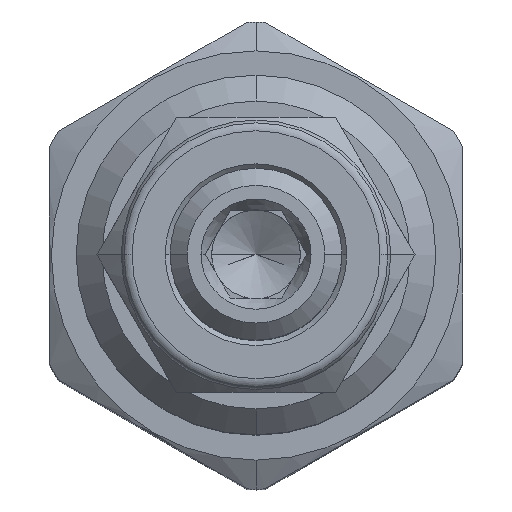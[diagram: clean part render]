
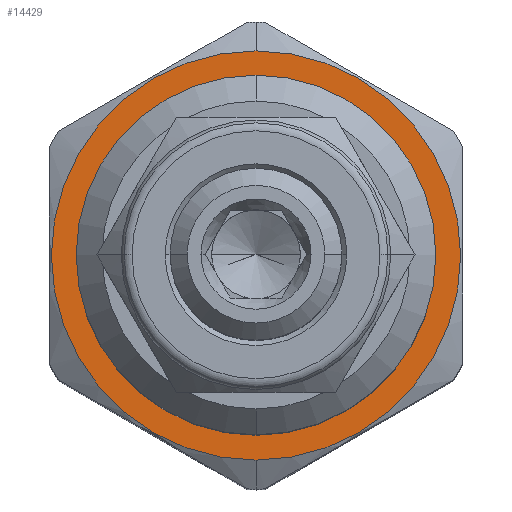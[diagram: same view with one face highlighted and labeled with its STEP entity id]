
A CAD part, top view. The second image highlights one B-rep face of the part: STEP entity #14429.
In plain terms, the highlighted planar face has unit normal (0, 0, 1).
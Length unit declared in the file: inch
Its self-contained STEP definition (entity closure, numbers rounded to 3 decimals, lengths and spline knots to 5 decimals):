
#7124=CARTESIAN_POINT('',(0.,0.,2.947));
#7125=DIRECTION('',(0.,0.,-1.));
#7126=DIRECTION('',(0.,-1.,0.));
#7127=AXIS2_PLACEMENT_3D('',#7124,#7125,#7126);
#7129=CARTESIAN_POINT('',(0.,0.,2.947));
#7130=DIRECTION('',(0.,0.,-1.));
#7131=DIRECTION('',(0.,1.,0.));
#7132=AXIS2_PLACEMENT_3D('',#7129,#7130,#7131);
#7134=CARTESIAN_POINT('',(0.,0.,2.947));
#7135=DIRECTION('',(0.,0.,1.));
#7136=DIRECTION('',(0.,-1.,0.));
#7137=AXIS2_PLACEMENT_3D('',#7134,#7135,#7136);
#7139=CARTESIAN_POINT('',(0.,0.,2.947));
#7140=DIRECTION('',(0.,0.,1.));
#7141=DIRECTION('',(0.,1.,0.));
#7142=AXIS2_PLACEMENT_3D('',#7139,#7140,#7141);
#8626=CARTESIAN_POINT('',(0.,-0.3265,2.947));
#8627=VERTEX_POINT('',#8626);
#8628=CARTESIAN_POINT('',(0.,0.3265,2.947));
#8629=VERTEX_POINT('',#8628);
#8630=CARTESIAN_POINT('',(0.,-0.3715,2.947));
#8631=CARTESIAN_POINT('',(0.,0.3715,2.947));
#8632=VERTEX_POINT('',#8630);
#8633=VERTEX_POINT('',#8631);
#14414=CARTESIAN_POINT('',(0.,0.,2.947));
#14415=DIRECTION('',(0.,0.,1.));
#14416=DIRECTION('',(0.,-1.,0.));
#14417=AXIS2_PLACEMENT_3D('',#14414,#14415,#14416);
#14418=PLANE('',#14417);
#14419=ORIENTED_EDGE('',*,*,#14204,.T.);
#14420=ORIENTED_EDGE('',*,*,#14270,.T.);
#14421=EDGE_LOOP('',(#14419,#14420));
#14422=FACE_OUTER_BOUND('',#14421,.F.);
#14424=ORIENTED_EDGE('',*,*,#14423,.T.);
#14426=ORIENTED_EDGE('',*,*,#14425,.T.);
#14427=EDGE_LOOP('',(#14424,#14426));
#14428=FACE_BOUND('',#14427,.F.);
#14429=ADVANCED_FACE('',(#14422,#14428),#14418,.T.);
#7128=CIRCLE('',#7127,0.3715);
#7133=CIRCLE('',#7132,0.3715);
#7138=CIRCLE('',#7137,0.3265);
#7143=CIRCLE('',#7142,0.3265);
#14204=EDGE_CURVE('',#8632,#8633,#7128,.T.);
#14270=EDGE_CURVE('',#8633,#8632,#7133,.T.);
#14423=EDGE_CURVE('',#8627,#8629,#7138,.T.);
#14425=EDGE_CURVE('',#8629,#8627,#7143,.T.);
